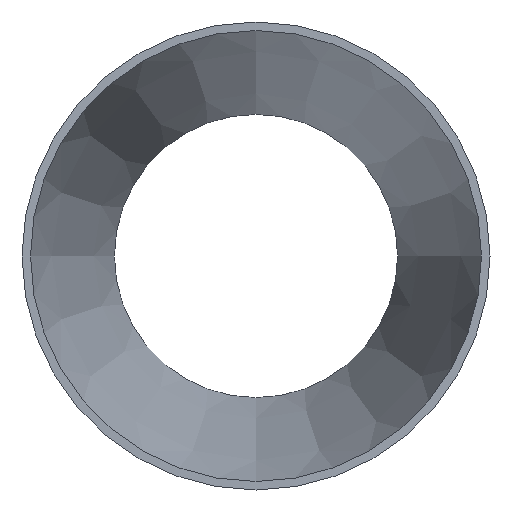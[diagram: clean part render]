
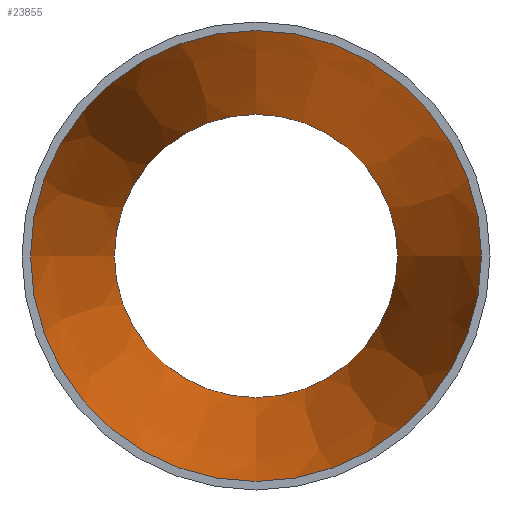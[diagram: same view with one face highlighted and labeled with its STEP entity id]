
A CAD part, front view. The second image highlights one B-rep face of the part: STEP entity #23855.
In plain terms, the highlighted conical face has half-angle 12.153 degrees and reference radius 81.081 mm.
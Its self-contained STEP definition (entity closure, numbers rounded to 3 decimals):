
#917 = ORIENTED_EDGE ( 'NONE', *, *, #12114, .F. ) ;
#1701 = AXIS2_PLACEMENT_3D ( 'NONE', #25041, #24860, #22534 ) ;
#2211 = ORIENTED_EDGE ( 'NONE', *, *, #3378, .T. ) ;
#3378 = EDGE_CURVE ( 'NONE', #15000, #15000, #25657, .T. ) ;
#8686 = DIRECTION ( 'NONE',  ( 0., -1., 0. ) ) ;
#11034 = DIRECTION ( 'NONE',  ( 0., -1., 0. ) ) ;
#11322 = CONICAL_SURFACE ( 'NONE', #1701, 81.081, 0.212 ) ;
#11606 = VERTEX_POINT ( 'NONE', #14470 ) ;
#11967 = CARTESIAN_POINT ( 'NONE',  ( 0., 0., -81.081 ) ) ;
#12114 = EDGE_CURVE ( 'NONE', #11606, #11606, #28417, .T. ) ;
#13056 = AXIS2_PLACEMENT_3D ( 'NONE', #24596, #11034, #16570 ) ;
#13988 = FACE_BOUND ( 'NONE', #19838, .T. ) ;
#14470 = CARTESIAN_POINT ( 'NONE',  ( 0., 140., -50.931 ) ) ;
#15000 = VERTEX_POINT ( 'NONE', #11967 ) ;
#16192 = CARTESIAN_POINT ( 'NONE',  ( 0., 0., 0. ) ) ;
#16570 = DIRECTION ( 'NONE',  ( 0., 0., -1. ) ) ;
#16656 = FACE_OUTER_BOUND ( 'NONE', #24813, .T. ) ;
#19838 = EDGE_LOOP ( 'NONE', ( #917 ) ) ;
#22534 = DIRECTION ( 'NONE',  ( 0., 0., -1. ) ) ;
#23855 = ADVANCED_FACE ( 'NONE', ( #13988, #16656 ), #11322, .F. ) ;
#23942 = AXIS2_PLACEMENT_3D ( 'NONE', #16192, #8686, #24556 ) ;
#24556 = DIRECTION ( 'NONE',  ( 0., 0., -1. ) ) ;
#24596 = CARTESIAN_POINT ( 'NONE',  ( 0., 140., 0. ) ) ;
#24813 = EDGE_LOOP ( 'NONE', ( #2211 ) ) ;
#24860 = DIRECTION ( 'NONE',  ( 0., -1., 0. ) ) ;
#25041 = CARTESIAN_POINT ( 'NONE',  ( 0., 0., 0. ) ) ;
#25657 = CIRCLE ( 'NONE', #23942, 81.081 ) ;
#28417 = CIRCLE ( 'NONE', #13056, 50.931 ) ;
